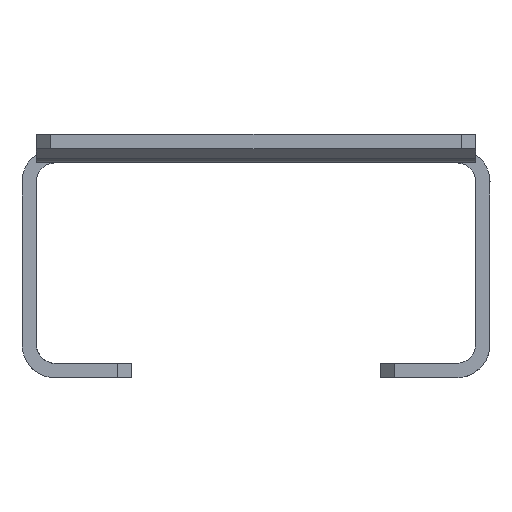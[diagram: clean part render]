
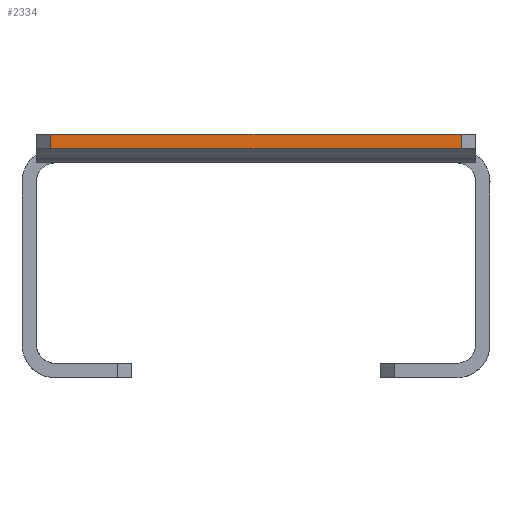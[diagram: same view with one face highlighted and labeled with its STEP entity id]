
A CAD part, left-side view. The second image highlights one B-rep face of the part: STEP entity #2334.
In plain terms, the highlighted planar face has unit normal (-1, 0, 0).
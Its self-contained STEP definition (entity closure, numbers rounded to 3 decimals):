
#1729=B_SPLINE_CURVE_WITH_KNOTS('',1,(#23849,#23850),.UNSPECIFIED.,.F.,
 .F.,(2,2),(0.,1.),.UNSPECIFIED.);
#1730=B_SPLINE_CURVE_WITH_KNOTS('',1,(#23856,#23857),.UNSPECIFIED.,.F.,
 .F.,(2,2),(0.,1.),.UNSPECIFIED.);
#2334=ADVANCED_FACE('F340',(#3527),#2860,.F.);
#2860=PLANE('',#15752);
#3527=FACE_OUTER_BOUND('',#4322,.T.);
#4322=EDGE_LOOP('',(#7526,#7527,#7528,#7529));
#7526=ORIENTED_EDGE('',*,*,#12167,.T.);
#7527=ORIENTED_EDGE('',*,*,#12169,.F.);
#7528=ORIENTED_EDGE('',*,*,#12170,.F.);
#7529=ORIENTED_EDGE('',*,*,#12171,.T.);
#10203=VERTEX_POINT('',#23848);
#10204=VERTEX_POINT('',#23851);
#10205=VERTEX_POINT('',#23855);
#10206=VERTEX_POINT('',#23858);
#12167=EDGE_CURVE('E999',#10204,#10203,#1729,.T.);
#12169=EDGE_CURVE('E396',#10205,#10203,#13415,.T.);
#12170=EDGE_CURVE('E1000',#10206,#10205,#1730,.T.);
#12171=EDGE_CURVE('E320',#10206,#10204,#13416,.T.);
#13415=LINE('',#23854,#14598);
#13416=LINE('',#23859,#14599);
#14598=VECTOR('',#18697,1.);
#14599=VECTOR('',#18698,1.);
#15752=AXIS2_PLACEMENT_3D('',#23860,#18699,#18700);
#18697=DIRECTION('',(0.,-1.,0.));
#18698=DIRECTION('',(0.,-1.,0.));
#18699=DIRECTION('',(1.,0.,0.));
#18700=DIRECTION('',(0.,1.,0.));
#23848=CARTESIAN_POINT('',(168.143,-771.944,-1002.06));
#23849=CARTESIAN_POINT('',(168.143,-771.944,-1003.56));
#23850=CARTESIAN_POINT('',(168.143,-771.944,-1002.06));
#23851=CARTESIAN_POINT('',(168.143,-771.944,-1003.56));
#23854=CARTESIAN_POINT('',(168.143,-750.444,-1002.06));
#23855=CARTESIAN_POINT('',(168.143,-728.944,-1002.06));
#23856=CARTESIAN_POINT('',(168.143,-728.944,-1003.56));
#23857=CARTESIAN_POINT('',(168.143,-728.944,-1002.06));
#23858=CARTESIAN_POINT('',(168.143,-728.944,-1003.56));
#23859=CARTESIAN_POINT('',(168.143,-774.094,-1003.56));
#23860=CARTESIAN_POINT('',(168.143,-774.094,-1003.635));
